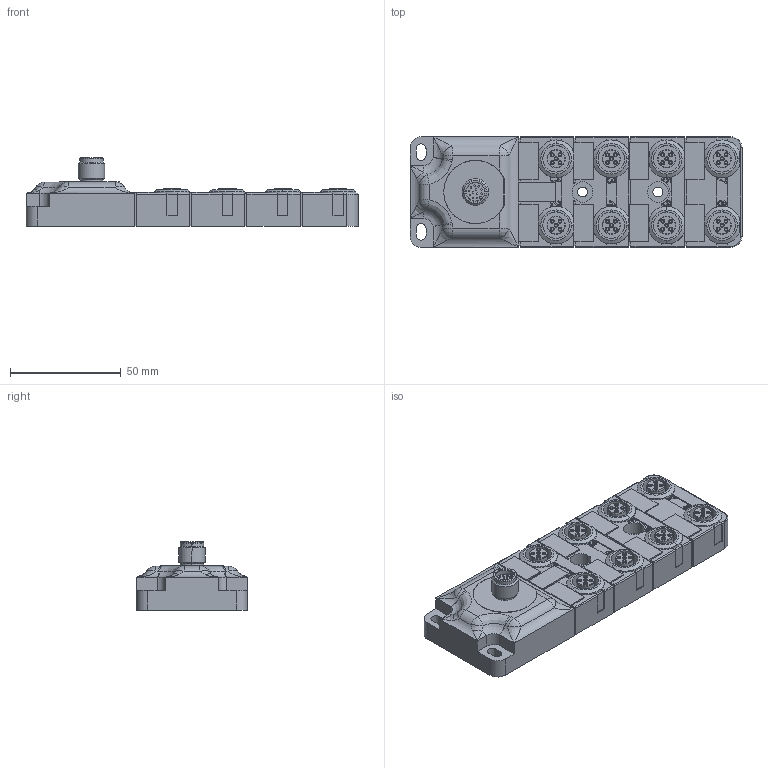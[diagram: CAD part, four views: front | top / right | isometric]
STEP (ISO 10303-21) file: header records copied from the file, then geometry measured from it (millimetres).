
FILE_DESCRIPTION (( 'STEP AP203' ), '1' );
FILE_NAME ('8000-88460-0000000.step', '2020-08-19T12:58:52', ( '' ), ( '' ), 'SwSTEP 2.0', 'SolidWorks 2019', '' );
FILE_SCHEMA (( 'CONFIG_CONTROL_DESIGN' ));
Length unit declared in the file: inch
Products named in the file (1): 8000-88460-0000000
Bounding box: 150 x 50 x 31 mm (x, y, z)
Volume: 115553.3 mm3; surface area: 29042.9 mm2
Topology: 2 solids, 2 shells, 690 faces, 1763 edges, 1128 vertices
Faces by surface type: plane 314, cylinder 144, cone 130, bspline 100, torus 2
Entity records: 21968 total; most frequent: CARTESIAN_POINT 5595, ORIENTED_EDGE 3466, DIRECTION 3216, EDGE_CURVE 1733, VERTEX_POINT 1128, AXIS2_PLACEMENT_3D 1112, LINE 992, VECTOR 992
